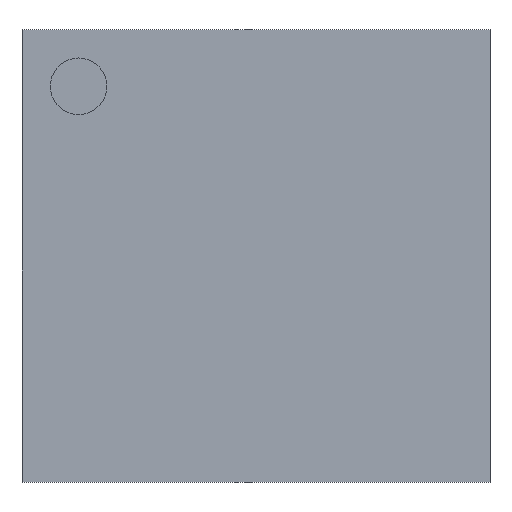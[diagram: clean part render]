
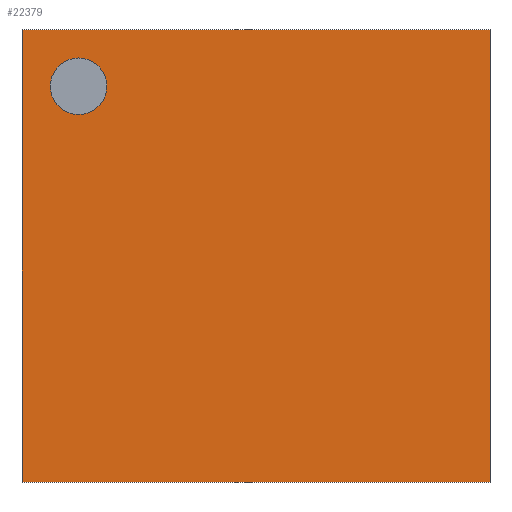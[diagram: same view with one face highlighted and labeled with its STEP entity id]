
A CAD part, top view. The second image highlights one B-rep face of the part: STEP entity #22379.
In plain terms, the highlighted planar face has unit normal (0, 0, 1).
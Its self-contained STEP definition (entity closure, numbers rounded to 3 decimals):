
#22190 = VERTEX_POINT('',#22191);
#22191 = CARTESIAN_POINT('',(-6.1,-5.9,0.9));
#22198 = PLANE('',#22199);
#22199 = AXIS2_PLACEMENT_3D('',#22200,#22201,#22202);
#22200 = CARTESIAN_POINT('',(-6.1,-5.9,0.27));
#22201 = DIRECTION('',(1.,0.,0.));
#22202 = DIRECTION('',(0.,0.,1.));
#22210 = PLANE('',#22211);
#22211 = AXIS2_PLACEMENT_3D('',#22212,#22213,#22214);
#22212 = CARTESIAN_POINT('',(-6.1,-5.9,0.27));
#22213 = DIRECTION('',(0.,1.,0.));
#22214 = DIRECTION('',(0.,0.,1.));
#22251 = VERTEX_POINT('',#22252);
#22252 = CARTESIAN_POINT('',(-6.1,5.9,0.9));
#22266 = PLANE('',#22267);
#22267 = AXIS2_PLACEMENT_3D('',#22268,#22269,#22270);
#22268 = CARTESIAN_POINT('',(-6.1,5.9,0.27));
#22269 = DIRECTION('',(0.,1.,0.));
#22270 = DIRECTION('',(0.,0.,1.));
#22278 = EDGE_CURVE('',#22190,#22251,#22279,.T.);
#22279 = SURFACE_CURVE('',#22280,(#22284,#22291),.PCURVE_S1.);
#22280 = LINE('',#22281,#22282);
#22281 = CARTESIAN_POINT('',(-6.1,-5.9,0.9));
#22282 = VECTOR('',#22283,1.);
#22283 = DIRECTION('',(0.,1.,0.));
#22284 = PCURVE('',#22198,#22285);
#22285 = DEFINITIONAL_REPRESENTATION('',(#22286),#22290);
#22286 = LINE('',#22287,#22288);
#22287 = CARTESIAN_POINT('',(0.63,0.));
#22288 = VECTOR('',#22289,1.);
#22289 = DIRECTION('',(0.,-1.));
#22290 = ( GEOMETRIC_REPRESENTATION_CONTEXT(2) 
PARAMETRIC_REPRESENTATION_CONTEXT() REPRESENTATION_CONTEXT('2D SPACE',''
  ) );
#22291 = PCURVE('',#22292,#22297);
#22292 = PLANE('',#22293);
#22293 = AXIS2_PLACEMENT_3D('',#22294,#22295,#22296);
#22294 = CARTESIAN_POINT('',(-6.1,-5.9,0.9));
#22295 = DIRECTION('',(0.,0.,1.));
#22296 = DIRECTION('',(1.,0.,0.));
#22297 = DEFINITIONAL_REPRESENTATION('',(#22298),#22302);
#22298 = LINE('',#22299,#22300);
#22299 = CARTESIAN_POINT('',(0.,0.));
#22300 = VECTOR('',#22301,1.);
#22301 = DIRECTION('',(0.,1.));
#22302 = ( GEOMETRIC_REPRESENTATION_CONTEXT(2) 
PARAMETRIC_REPRESENTATION_CONTEXT() REPRESENTATION_CONTEXT('2D SPACE',''
  ) );
#22331 = EDGE_CURVE('',#22190,#22332,#22334,.T.);
#22332 = VERTEX_POINT('',#22333);
#22333 = CARTESIAN_POINT('',(6.1,-5.9,0.9));
#22334 = SURFACE_CURVE('',#22335,(#22339,#22346),.PCURVE_S1.);
#22335 = LINE('',#22336,#22337);
#22336 = CARTESIAN_POINT('',(-6.1,-5.9,0.9));
#22337 = VECTOR('',#22338,1.);
#22338 = DIRECTION('',(1.,0.,0.));
#22339 = PCURVE('',#22210,#22340);
#22340 = DEFINITIONAL_REPRESENTATION('',(#22341),#22345);
#22341 = LINE('',#22342,#22343);
#22342 = CARTESIAN_POINT('',(0.63,0.));
#22343 = VECTOR('',#22344,1.);
#22344 = DIRECTION('',(0.,1.));
#22345 = ( GEOMETRIC_REPRESENTATION_CONTEXT(2) 
PARAMETRIC_REPRESENTATION_CONTEXT() REPRESENTATION_CONTEXT('2D SPACE',''
  ) );
#22346 = PCURVE('',#22292,#22347);
#22347 = DEFINITIONAL_REPRESENTATION('',(#22348),#22352);
#22348 = LINE('',#22349,#22350);
#22349 = CARTESIAN_POINT('',(0.,0.));
#22350 = VECTOR('',#22351,1.);
#22351 = DIRECTION('',(1.,0.));
#22352 = ( GEOMETRIC_REPRESENTATION_CONTEXT(2) 
PARAMETRIC_REPRESENTATION_CONTEXT() REPRESENTATION_CONTEXT('2D SPACE',''
  ) );
#22368 = PLANE('',#22369);
#22369 = AXIS2_PLACEMENT_3D('',#22370,#22371,#22372);
#22370 = CARTESIAN_POINT('',(6.1,-5.9,0.27));
#22371 = DIRECTION('',(1.,0.,0.));
#22372 = DIRECTION('',(0.,0.,1.));
#22379 = ADVANCED_FACE('',(#22380,#22428),#22292,.T.);
#22380 = FACE_BOUND('',#22381,.T.);
#22381 = EDGE_LOOP('',(#22382,#22383,#22384,#22407));
#22382 = ORIENTED_EDGE('',*,*,#22278,.F.);
#22383 = ORIENTED_EDGE('',*,*,#22331,.T.);
#22384 = ORIENTED_EDGE('',*,*,#22385,.T.);
#22385 = EDGE_CURVE('',#22332,#22386,#22388,.T.);
#22386 = VERTEX_POINT('',#22387);
#22387 = CARTESIAN_POINT('',(6.1,5.9,0.9));
#22388 = SURFACE_CURVE('',#22389,(#22393,#22400),.PCURVE_S1.);
#22389 = LINE('',#22390,#22391);
#22390 = CARTESIAN_POINT('',(6.1,-5.9,0.9));
#22391 = VECTOR('',#22392,1.);
#22392 = DIRECTION('',(0.,1.,0.));
#22393 = PCURVE('',#22292,#22394);
#22394 = DEFINITIONAL_REPRESENTATION('',(#22395),#22399);
#22395 = LINE('',#22396,#22397);
#22396 = CARTESIAN_POINT('',(12.2,0.));
#22397 = VECTOR('',#22398,1.);
#22398 = DIRECTION('',(0.,1.));
#22399 = ( GEOMETRIC_REPRESENTATION_CONTEXT(2) 
PARAMETRIC_REPRESENTATION_CONTEXT() REPRESENTATION_CONTEXT('2D SPACE',''
  ) );
#22400 = PCURVE('',#22368,#22401);
#22401 = DEFINITIONAL_REPRESENTATION('',(#22402),#22406);
#22402 = LINE('',#22403,#22404);
#22403 = CARTESIAN_POINT('',(0.63,0.));
#22404 = VECTOR('',#22405,1.);
#22405 = DIRECTION('',(0.,-1.));
#22406 = ( GEOMETRIC_REPRESENTATION_CONTEXT(2) 
PARAMETRIC_REPRESENTATION_CONTEXT() REPRESENTATION_CONTEXT('2D SPACE',''
  ) );
#22407 = ORIENTED_EDGE('',*,*,#22408,.F.);
#22408 = EDGE_CURVE('',#22251,#22386,#22409,.T.);
#22409 = SURFACE_CURVE('',#22410,(#22414,#22421),.PCURVE_S1.);
#22410 = LINE('',#22411,#22412);
#22411 = CARTESIAN_POINT('',(-6.1,5.9,0.9));
#22412 = VECTOR('',#22413,1.);
#22413 = DIRECTION('',(1.,0.,0.));
#22414 = PCURVE('',#22292,#22415);
#22415 = DEFINITIONAL_REPRESENTATION('',(#22416),#22420);
#22416 = LINE('',#22417,#22418);
#22417 = CARTESIAN_POINT('',(0.,11.8));
#22418 = VECTOR('',#22419,1.);
#22419 = DIRECTION('',(1.,0.));
#22420 = ( GEOMETRIC_REPRESENTATION_CONTEXT(2) 
PARAMETRIC_REPRESENTATION_CONTEXT() REPRESENTATION_CONTEXT('2D SPACE',''
  ) );
#22421 = PCURVE('',#22266,#22422);
#22422 = DEFINITIONAL_REPRESENTATION('',(#22423),#22427);
#22423 = LINE('',#22424,#22425);
#22424 = CARTESIAN_POINT('',(0.63,0.));
#22425 = VECTOR('',#22426,1.);
#22426 = DIRECTION('',(0.,1.));
#22427 = ( GEOMETRIC_REPRESENTATION_CONTEXT(2) 
PARAMETRIC_REPRESENTATION_CONTEXT() REPRESENTATION_CONTEXT('2D SPACE',''
  ) );
#22428 = FACE_BOUND('',#22429,.T.);
#22429 = EDGE_LOOP('',(#22430));
#22430 = ORIENTED_EDGE('',*,*,#22431,.F.);
#22431 = EDGE_CURVE('',#22432,#22432,#22434,.T.);
#22432 = VERTEX_POINT('',#22433);
#22433 = CARTESIAN_POINT('',(-3.888,4.425,0.9));
#22434 = SURFACE_CURVE('',#22435,(#22440,#22447),.PCURVE_S1.);
#22435 = CIRCLE('',#22436,0.738);
#22436 = AXIS2_PLACEMENT_3D('',#22437,#22438,#22439);
#22437 = CARTESIAN_POINT('',(-4.625,4.425,0.9));
#22438 = DIRECTION('',(0.,0.,1.));
#22439 = DIRECTION('',(1.,0.,0.));
#22440 = PCURVE('',#22292,#22441);
#22441 = DEFINITIONAL_REPRESENTATION('',(#22442),#22446);
#22442 = CIRCLE('',#22443,0.738);
#22443 = AXIS2_PLACEMENT_2D('',#22444,#22445);
#22444 = CARTESIAN_POINT('',(1.475,10.325));
#22445 = DIRECTION('',(1.,0.));
#22446 = ( GEOMETRIC_REPRESENTATION_CONTEXT(2) 
PARAMETRIC_REPRESENTATION_CONTEXT() REPRESENTATION_CONTEXT('2D SPACE',''
  ) );
#22447 = PCURVE('',#22448,#22453);
#22448 = CYLINDRICAL_SURFACE('',#22449,0.738);
#22449 = AXIS2_PLACEMENT_3D('',#22450,#22451,#22452);
#22450 = CARTESIAN_POINT('',(-4.625,4.425,0.81));
#22451 = DIRECTION('',(0.,0.,1.));
#22452 = DIRECTION('',(1.,0.,0.));
#22453 = DEFINITIONAL_REPRESENTATION('',(#22454),#22458);
#22454 = LINE('',#22455,#22456);
#22455 = CARTESIAN_POINT('',(0.,0.09));
#22456 = VECTOR('',#22457,1.);
#22457 = DIRECTION('',(1.,0.));
#22458 = ( GEOMETRIC_REPRESENTATION_CONTEXT(2) 
PARAMETRIC_REPRESENTATION_CONTEXT() REPRESENTATION_CONTEXT('2D SPACE',''
  ) );
